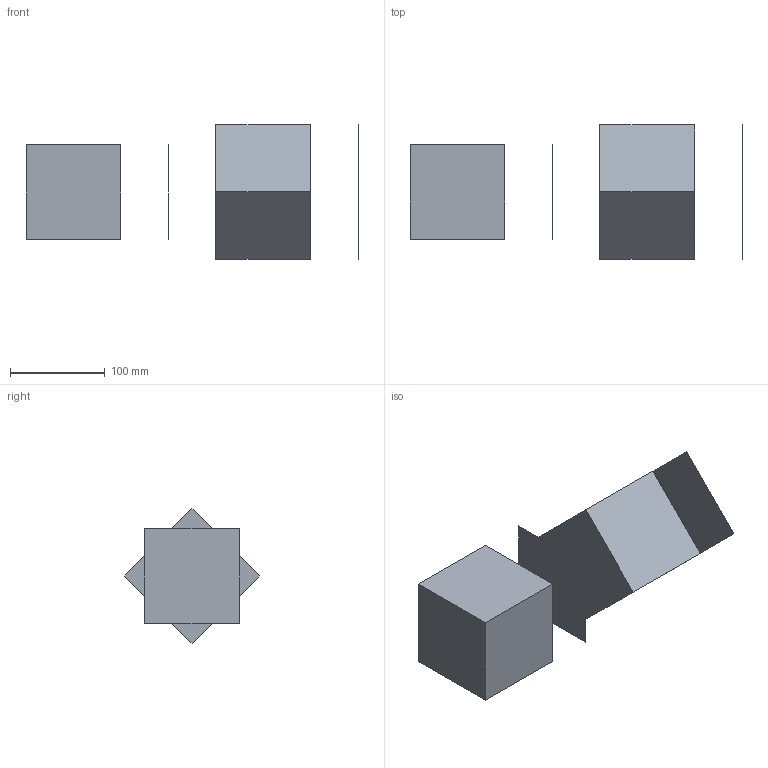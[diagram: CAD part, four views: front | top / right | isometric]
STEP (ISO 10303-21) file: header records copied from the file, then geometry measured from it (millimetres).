
FILE_DESCRIPTION(/* description */ (' '),/* implementation_level */ '2;1');
FILE_NAME(/* name */ 'tr8_ha1-ug',/* time_stamp */ '1998-03-30T14:12:08-06:00',/* author */ (' '),/* organization */ (' '),/* preprocessor_version */ 'ST-DEVELOPER v1.5',/* originating_system */ 'EDS - UNIGRAPHICS 14.0',/* authorisation */ ' ');
FILE_SCHEMA (('AUTOMOTIVE_DESIGN_CC2 { 1 2 10303 214 -1 1 5 1 }'));
Length unit declared in the file: millimetre
Products named in the file (4): square; cube; shp_rep; tr8_ha1_ug
Assembly tree (4 placements, depth 3):
  tr8_ha1_ug
    shp_rep  x2
      cube
      square
Bounding box: 350 x 141.42 x 141.42 mm (x, y, z)
Volume: 2000000 mm3; surface area: 140000 mm2
Topology: 2 solids, 2 shells, 14 faces, 32 edges, 24 vertices
Faces by surface type: plane 14
Entity records: 311 total; most frequent: CARTESIAN_POINT 44, DIRECTION 40, ORIENTED_EDGE 24, VECTOR 16, LINE 16, AXIS2_PLACEMENT_3D 12, EDGE_CURVE 12, VERTEX_POINT 8
